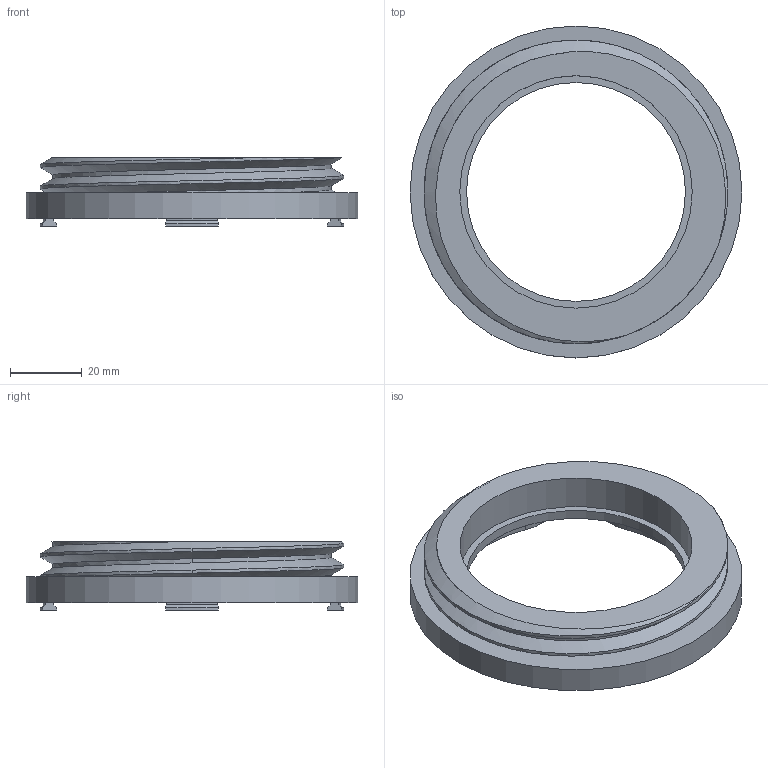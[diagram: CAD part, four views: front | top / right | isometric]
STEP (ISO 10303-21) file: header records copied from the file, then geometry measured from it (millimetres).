
FILE_DESCRIPTION(/* description */ (''),/* implementation_level */ '2;1');
FILE_NAME(/* name */ 'Speaker Adapter - TEBM46C-20N.step',/* time_stamp */ '2025-05-01T16:00:43-04:00',/* author */ (''),/* organization */ (''),/* preprocessor_version */ 'ST-DEVELOPER v20.1',/* originating_system */ 'Autodesk Translation Framework v14.4.0.0',/* authorisation */ '');
FILE_SCHEMA (('AUTOMOTIVE_DESIGN { 1 0 10303 214 3 1 1 }'));
Length unit declared in the file: millimetre
Products named in the file (1): (Unsaved)
Bounding box: 92.5 x 92.5 x 18.95 mm (x, y, z)
Volume: 39951.4 mm3; surface area: 17878.4 mm2
Topology: 1 solids, 1 shells, 67 faces, 174 edges, 116 vertices
Faces by surface type: cylinder 40, plane 17, cone 8, bspline 2
Full cylindrical faces by diameter (mm): 61 x1, 64.75 x1, 84.62 x1, 92.5 x1
Entity records: 3131 total; most frequent: CARTESIAN_POINT 1404, DIRECTION 366, ORIENTED_EDGE 348, EDGE_CURVE 174, AXIS2_PLACEMENT_3D 140, VERTEX_POINT 116, LINE 86, VECTOR 86
